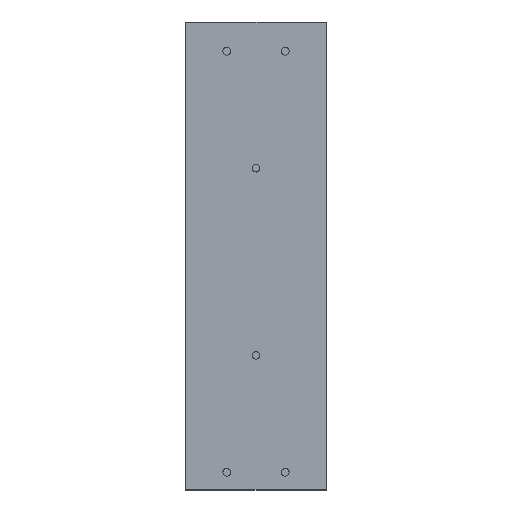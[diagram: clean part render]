
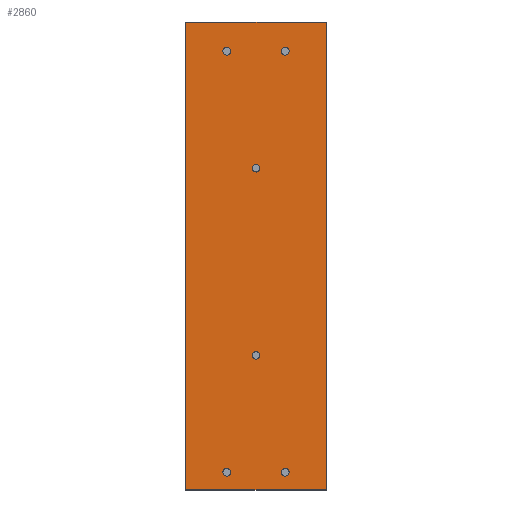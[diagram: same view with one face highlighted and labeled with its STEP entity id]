
A CAD part, top view. The second image highlights one B-rep face of the part: STEP entity #2860.
In plain terms, the highlighted planar face has unit normal (0, 0, 1).
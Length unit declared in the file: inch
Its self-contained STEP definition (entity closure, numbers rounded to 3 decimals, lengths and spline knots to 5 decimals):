
#1818=CARTESIAN_POINT('',(-0.543,-1.125,0.4125));
#1819=VERTEX_POINT('',#1818);
#1835=CARTESIAN_POINT('',(-0.707,-1.125,0.4125));
#1836=VERTEX_POINT('',#1835);
#1843=CARTESIAN_POINT('',(-0.625,-1.125,0.4125));
#1844=DIRECTION('',(0.0,0.0,-1.0));
#1845=DIRECTION('',(1.0,0.0,0.0));
#1846=AXIS2_PLACEMENT_3D('',#1843,#1844,#1845);
#1847=CIRCLE('',#1846,0.082);
#1848=EDGE_CURVE('',#1819,#1836,#1847,.T.);
#1881=CARTESIAN_POINT('',(0.707,7.875,0.4125));
#1882=VERTEX_POINT('',#1881);
#1898=CARTESIAN_POINT('',(0.543,7.875,0.4125));
#1899=VERTEX_POINT('',#1898);
#1906=CARTESIAN_POINT('',(0.625,7.875,0.4125));
#1907=DIRECTION('',(0.0,0.0,-1.0));
#1908=DIRECTION('',(1.0,0.0,0.0));
#1909=AXIS2_PLACEMENT_3D('',#1906,#1907,#1908);
#1910=CIRCLE('',#1909,0.082);
#1911=EDGE_CURVE('',#1882,#1899,#1910,.T.);
#1944=CARTESIAN_POINT('',(0.707,-1.125,0.4125));
#1945=VERTEX_POINT('',#1944);
#1961=CARTESIAN_POINT('',(0.543,-1.125,0.4125));
#1962=VERTEX_POINT('',#1961);
#1969=CARTESIAN_POINT('',(0.625,-1.125,0.4125));
#1970=DIRECTION('',(0.0,0.0,-1.0));
#1971=DIRECTION('',(1.0,0.0,0.0));
#1972=AXIS2_PLACEMENT_3D('',#1969,#1970,#1971);
#1973=CIRCLE('',#1972,0.082);
#1974=EDGE_CURVE('',#1945,#1962,#1973,.T.);
#2007=CARTESIAN_POINT('',(-0.543,7.875,0.4125));
#2008=VERTEX_POINT('',#2007);
#2024=CARTESIAN_POINT('',(-0.707,7.875,0.4125));
#2025=VERTEX_POINT('',#2024);
#2032=CARTESIAN_POINT('',(-0.625,7.875,0.4125));
#2033=DIRECTION('',(0.0,0.0,-1.0));
#2034=DIRECTION('',(1.0,0.0,0.0));
#2035=AXIS2_PLACEMENT_3D('',#2032,#2033,#2034);
#2036=CIRCLE('',#2035,0.082);
#2037=EDGE_CURVE('',#2008,#2025,#2036,.T.);
#2070=CARTESIAN_POINT('',(0.082,1.375,0.4125));
#2071=VERTEX_POINT('',#2070);
#2087=CARTESIAN_POINT('',(-0.082,1.375,0.4125));
#2088=VERTEX_POINT('',#2087);
#2095=CARTESIAN_POINT('',(0.,1.375,0.4125));
#2096=DIRECTION('',(0.0,0.0,-1.0));
#2097=DIRECTION('',(1.0,0.0,0.0));
#2098=AXIS2_PLACEMENT_3D('',#2095,#2096,#2097);
#2099=CIRCLE('',#2098,0.082);
#2100=EDGE_CURVE('',#2071,#2088,#2099,.T.);
#2133=CARTESIAN_POINT('',(0.082,5.375,0.4125));
#2134=VERTEX_POINT('',#2133);
#2150=CARTESIAN_POINT('',(-0.082,5.375,0.4125));
#2151=VERTEX_POINT('',#2150);
#2158=CARTESIAN_POINT('',(0.,5.375,0.4125));
#2159=DIRECTION('',(0.0,0.0,-1.0));
#2160=DIRECTION('',(1.0,0.0,0.0));
#2161=AXIS2_PLACEMENT_3D('',#2158,#2159,#2160);
#2162=CIRCLE('',#2161,0.082);
#2163=EDGE_CURVE('',#2134,#2151,#2162,.T.);
#2195=CARTESIAN_POINT('',(0.,5.375,0.4125));
#2196=DIRECTION('',(0.0,0.0,-1.0));
#2197=DIRECTION('',(1.0,0.0,0.0));
#2198=AXIS2_PLACEMENT_3D('',#2195,#2196,#2197);
#2199=CIRCLE('',#2198,0.082);
#2200=EDGE_CURVE('',#2151,#2134,#2199,.T.);
#2240=CARTESIAN_POINT('',(0.,1.375,0.4125));
#2241=DIRECTION('',(0.0,0.0,-1.0));
#2242=DIRECTION('',(1.0,0.0,0.0));
#2243=AXIS2_PLACEMENT_3D('',#2240,#2241,#2242);
#2244=CIRCLE('',#2243,0.082);
#2245=EDGE_CURVE('',#2088,#2071,#2244,.T.);
#2285=CARTESIAN_POINT('',(-0.625,7.875,0.4125));
#2286=DIRECTION('',(0.0,0.0,-1.0));
#2287=DIRECTION('',(1.0,0.0,0.0));
#2288=AXIS2_PLACEMENT_3D('',#2285,#2286,#2287);
#2289=CIRCLE('',#2288,0.082);
#2290=EDGE_CURVE('',#2025,#2008,#2289,.T.);
#2330=CARTESIAN_POINT('',(0.625,-1.125,0.4125));
#2331=DIRECTION('',(0.0,0.0,-1.0));
#2332=DIRECTION('',(1.0,0.0,0.0));
#2333=AXIS2_PLACEMENT_3D('',#2330,#2331,#2332);
#2334=CIRCLE('',#2333,0.082);
#2335=EDGE_CURVE('',#1962,#1945,#2334,.T.);
#2375=CARTESIAN_POINT('',(0.625,7.875,0.4125));
#2376=DIRECTION('',(0.0,0.0,-1.0));
#2377=DIRECTION('',(1.0,0.0,0.0));
#2378=AXIS2_PLACEMENT_3D('',#2375,#2376,#2377);
#2379=CIRCLE('',#2378,0.082);
#2380=EDGE_CURVE('',#1899,#1882,#2379,.T.);
#2464=CARTESIAN_POINT('',(-1.5,8.5,0.4125));
#2465=VERTEX_POINT('',#2464);
#2472=CARTESIAN_POINT('',(1.5,8.5,0.4125));
#2473=VERTEX_POINT('',#2472);
#2474=CARTESIAN_POINT('',(1.5,8.5,0.4125));
#2475=DIRECTION('',(-1.0,0.0,0.0));
#2476=VECTOR('',#2475,3.0);
#2477=LINE('',#2474,#2476);
#2478=EDGE_CURVE('',#2473,#2465,#2477,.T.);
#2524=CARTESIAN_POINT('',(-0.625,-1.125,0.4125));
#2525=DIRECTION('',(0.0,0.0,-1.0));
#2526=DIRECTION('',(1.0,0.0,0.0));
#2527=AXIS2_PLACEMENT_3D('',#2524,#2525,#2526);
#2528=CIRCLE('',#2527,0.082);
#2529=EDGE_CURVE('',#1836,#1819,#2528,.T.);
#2794=CARTESIAN_POINT('',(1.5,-1.5,0.4125));
#2795=VERTEX_POINT('',#2794);
#2796=CARTESIAN_POINT('',(1.5,-1.5,0.4125));
#2797=DIRECTION('',(0.0,1.0,0.0));
#2798=VECTOR('',#2797,10.);
#2799=LINE('',#2796,#2798);
#2800=EDGE_CURVE('',#2795,#2473,#2799,.T.);
#2813=CARTESIAN_POINT('',(1.5,-1.5,0.4125));
#2814=DIRECTION('',(0.0,0.0,1.0));
#2815=DIRECTION('',(1.0,0.0,0.0));
#2816=AXIS2_PLACEMENT_3D('',#2813,#2814,#2815);
#2817=PLANE('',#2816);
#2818=CARTESIAN_POINT('',(-1.5,-1.5,0.4125));
#2819=VERTEX_POINT('',#2818);
#2820=CARTESIAN_POINT('',(-1.5,-1.5,0.4125));
#2821=DIRECTION('',(0.0,1.0,0.0));
#2822=VECTOR('',#2821,10.);
#2823=LINE('',#2820,#2822);
#2824=EDGE_CURVE('',#2819,#2465,#2823,.T.);
#2825=ORIENTED_EDGE('',*,*,#2824,.F.);
#2826=CARTESIAN_POINT('',(-1.5,-1.5,0.4125));
#2827=DIRECTION('',(1.0,0.0,0.0));
#2828=VECTOR('',#2827,3.);
#2829=LINE('',#2826,#2828);
#2830=EDGE_CURVE('',#2819,#2795,#2829,.T.);
#2831=ORIENTED_EDGE('',*,*,#2830,.T.);
#2832=ORIENTED_EDGE('',*,*,#2800,.T.);
#2833=ORIENTED_EDGE('',*,*,#2478,.T.);
#2834=EDGE_LOOP('',(#2825,#2831,#2832,#2833));
#2835=FACE_OUTER_BOUND('',#2834,.T.);
#2836=ORIENTED_EDGE('',*,*,#2163,.T.);
#2837=ORIENTED_EDGE('',*,*,#2200,.T.);
#2838=EDGE_LOOP('',(#2836,#2837));
#2839=FACE_BOUND('',#2838,.T.);
#2840=ORIENTED_EDGE('',*,*,#2100,.T.);
#2841=ORIENTED_EDGE('',*,*,#2245,.T.);
#2842=EDGE_LOOP('',(#2840,#2841));
#2843=FACE_BOUND('',#2842,.T.);
#2844=ORIENTED_EDGE('',*,*,#2037,.T.);
#2845=ORIENTED_EDGE('',*,*,#2290,.T.);
#2846=EDGE_LOOP('',(#2844,#2845));
#2847=FACE_BOUND('',#2846,.T.);
#2848=ORIENTED_EDGE('',*,*,#1974,.T.);
#2849=ORIENTED_EDGE('',*,*,#2335,.T.);
#2850=EDGE_LOOP('',(#2848,#2849));
#2851=FACE_BOUND('',#2850,.T.);
#2852=ORIENTED_EDGE('',*,*,#1911,.T.);
#2853=ORIENTED_EDGE('',*,*,#2380,.T.);
#2854=EDGE_LOOP('',(#2852,#2853));
#2855=FACE_BOUND('',#2854,.T.);
#2856=ORIENTED_EDGE('',*,*,#1848,.T.);
#2857=ORIENTED_EDGE('',*,*,#2529,.T.);
#2858=EDGE_LOOP('',(#2856,#2857));
#2859=FACE_BOUND('',#2858,.T.);
#2860=ADVANCED_FACE('',(#2835,#2839,#2843,#2847,#2851,#2855,#2859),#2817,.T.);
